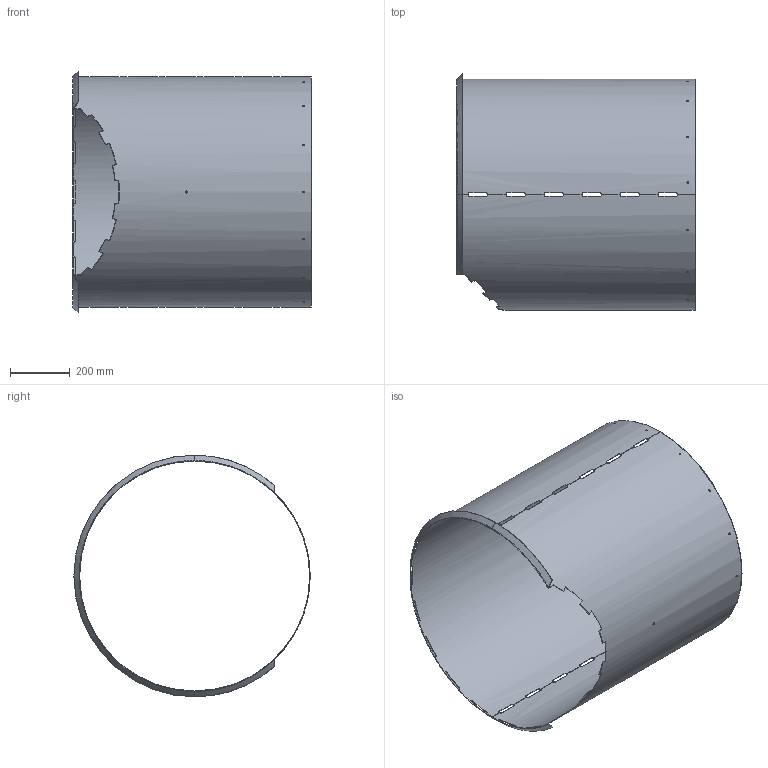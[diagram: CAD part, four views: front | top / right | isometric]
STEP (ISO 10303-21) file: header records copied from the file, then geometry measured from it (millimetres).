
FILE_DESCRIPTION (( 'STEP AP214' ), '1' );
FILE_NAME ('D1000570-v3.STEP', '2013-02-22T17:55:23', ( 'ligo' ), ( 'Microsoft' ), 'SwSTEP 2.0', 'SolidWorks 2013', '' );
FILE_SCHEMA (( 'AUTOMOTIVE_DESIGN' ));
Length unit declared in the file: inch
Products named in the file (1): D1000570-v3
Bounding box: 797.41 x 789.92 x 807.88 mm (x, y, z)
Volume: 2798095.1 mm3; surface area: 3790439.1 mm2
Topology: 1 solids, 1 shells, 315 faces, 959 edges, 618 vertices
Faces by surface type: plane 175, cylinder 123, cone 11, bspline 6
Entity records: 14785 total; most frequent: CARTESIAN_POINT 6495, ORIENTED_EDGE 1918, DIRECTION 1511, EDGE_CURVE 959, VERTEX_POINT 618, AXIS2_PLACEMENT_3D 516, LINE 479, VECTOR 479
